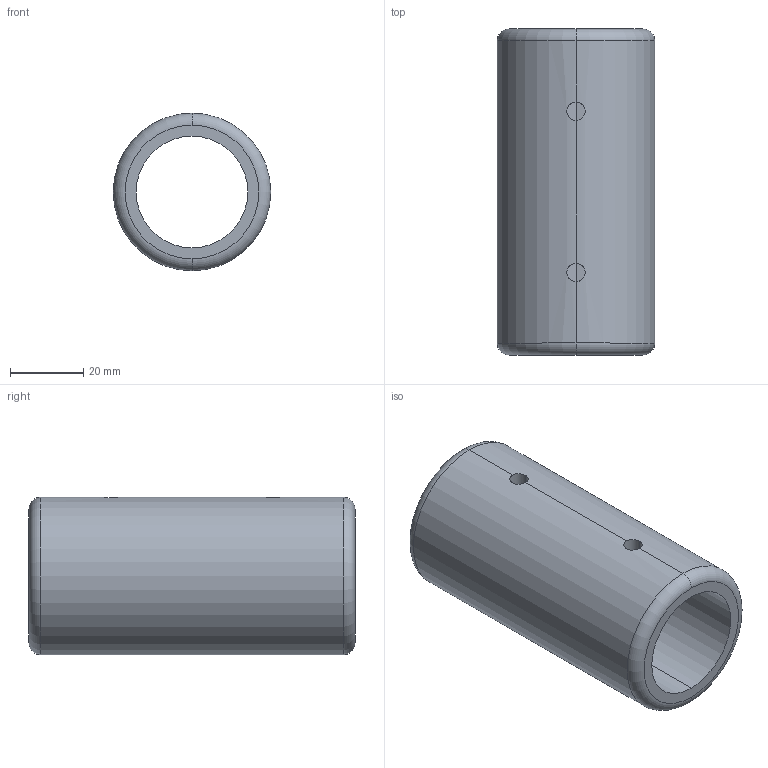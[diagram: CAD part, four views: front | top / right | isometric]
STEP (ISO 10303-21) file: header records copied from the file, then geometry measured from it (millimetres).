
FILE_DESCRIPTION (( 'STEP AP203' ), '1' );
FILE_NAME ('0301140000.STEP', '2025-01-08T10:05:06', ( '' ), ( '' ), 'SwSTEP 2.0', 'SolidWorks 2022', '' );
FILE_SCHEMA (( 'CONFIG_CONTROL_DESIGN' ));
Length unit declared in the file: millimetre
Products named in the file (1): 0301140000
Bounding box: 43 x 89 x 43 mm (x, y, z)
Volume: 63383.3 mm3; surface area: 21726.2 mm2
Topology: 1 solids, 1 shells, 14 faces, 44 edges, 28 vertices
Faces by surface type: cylinder 8, torus 4, plane 2
Entity records: 805 total; most frequent: CARTESIAN_POINT 343, ORIENTED_EDGE 88, DIRECTION 74, EDGE_CURVE 44, AXIS2_PLACEMENT_3D 31, VERTEX_POINT 28, CIRCLE 16, EDGE_LOOP 16
